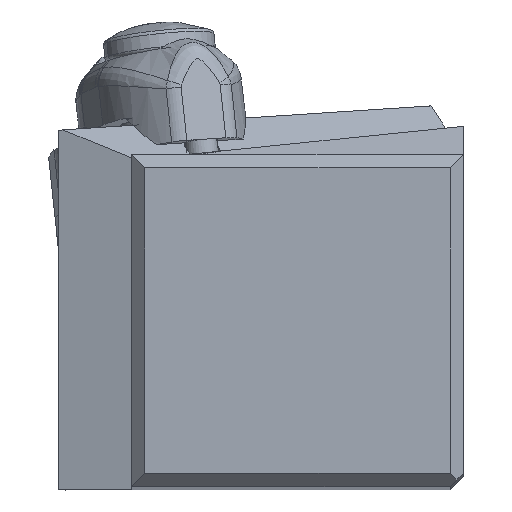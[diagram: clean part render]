
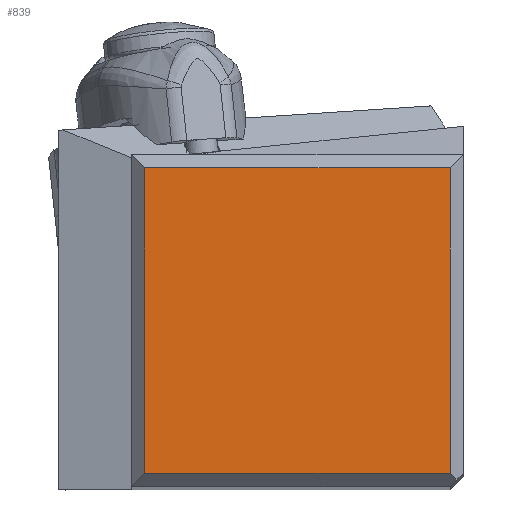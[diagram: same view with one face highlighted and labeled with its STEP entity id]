
A CAD part, top view. The second image highlights one B-rep face of the part: STEP entity #839.
In plain terms, the highlighted planar face has unit normal (0, 0, 1).
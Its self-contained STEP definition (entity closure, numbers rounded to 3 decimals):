
#554=FACE_OUTER_BOUND('',#1246,.T.);
#839=ADVANCED_FACE('',(#554),#1122,.T.);
#1122=PLANE('',#5647);
#1246=EDGE_LOOP('',(#1727,#1728,#1729,#1730));
#1727=ORIENTED_EDGE('',*,*,#3789,.F.);
#1728=ORIENTED_EDGE('',*,*,#3796,.F.);
#1729=ORIENTED_EDGE('',*,*,#3854,.F.);
#1730=ORIENTED_EDGE('',*,*,#3855,.T.);
#3226=VERTEX_POINT('',#7607);
#3227=VERTEX_POINT('',#7609);
#3231=VERTEX_POINT('',#7621);
#3273=VERTEX_POINT('',#7735);
#3789=EDGE_CURVE('',#3226,#3227,#4944,.T.);
#3796=EDGE_CURVE('',#3231,#3226,#4951,.T.);
#3854=EDGE_CURVE('',#3273,#3231,#4991,.T.);
#3855=EDGE_CURVE('',#3273,#3227,#4992,.T.);
#4944=LINE('',#7608,#5240);
#4951=LINE('',#7622,#5247);
#4991=LINE('',#7736,#5287);
#4992=LINE('',#7738,#5288);
#5240=VECTOR('',#6249,1.);
#5247=VECTOR('',#6260,1.);
#5287=VECTOR('',#6364,1.);
#5288=VECTOR('',#6367,1.);
#5647=AXIS2_PLACEMENT_3D('',#7739,#6368,#6369);
#6249=DIRECTION('',(-1.,0.,0.));
#6260=DIRECTION('',(0.,-1.,0.));
#6364=DIRECTION('',(1.,0.,0.));
#6367=DIRECTION('',(0.,-1.,0.));
#6368=DIRECTION('',(0.,0.,1.));
#6369=DIRECTION('',(-1.,0.,0.));
#7607=CARTESIAN_POINT('',(-1.,1.,0.));
#7608=CARTESIAN_POINT('',(-1.,1.,0.));
#7609=CARTESIAN_POINT('',(-24.4,1.,0.));
#7621=CARTESIAN_POINT('',(-1.,24.4,0.));
#7622=CARTESIAN_POINT('',(-1.,24.4,0.));
#7735=CARTESIAN_POINT('',(-24.4,24.4,0.));
#7736=CARTESIAN_POINT('',(-24.4,24.4,0.));
#7738=CARTESIAN_POINT('',(-24.4,24.4,0.));
#7739=CARTESIAN_POINT('',(-12.7,12.7,0.));
